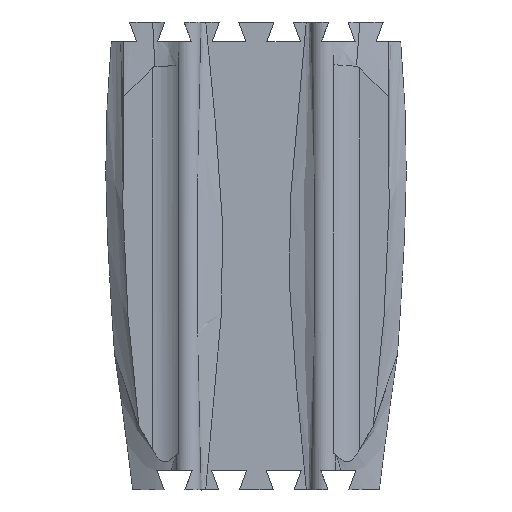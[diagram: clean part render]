
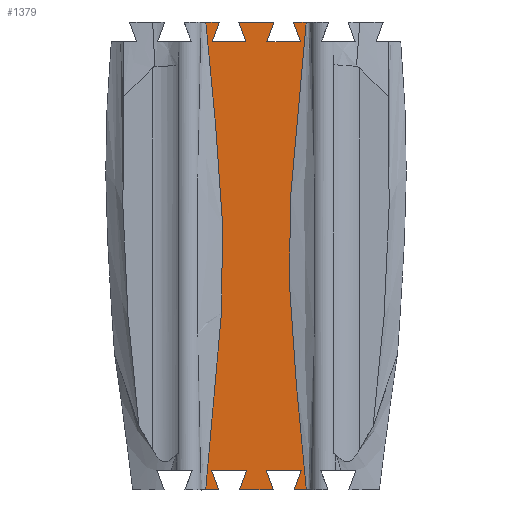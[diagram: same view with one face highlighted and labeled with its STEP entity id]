
A CAD part, front view. The second image highlights one B-rep face of the part: STEP entity #1379.
In plain terms, the highlighted planar face has unit normal (0, -1, 0).
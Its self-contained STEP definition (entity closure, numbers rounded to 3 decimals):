
#109=FACE_OUTER_BOUND('',#179,.T.);
#179=EDGE_LOOP('',(#1002,#1003,#1004,#1005,#1006,#1007,#1008,#1009,#1010,
#1011,#1012,#1013,#1014,#1015,#1016,#1017,#1018,#1019,#1020,#1021));
#241=B_SPLINE_CURVE_WITH_KNOTS('',3,(#2401,#2402,#2403,#2404,#2405,#2406,
#2407,#2408,#2409,#2410,#2411,#2412,#2413),.UNSPECIFIED.,.F.,.F.,(4,1,1,
1,1,1,1,1,1,1,4),(-32.052,-30.343,-28.628,
-23.482,-21.767,-20.052,-18.336,
-14.906,-11.475,-9.76,-8.052),
 .UNSPECIFIED.);
#243=B_SPLINE_CURVE_WITH_KNOTS('',3,(#2474,#2475,#2476,#2477,#2478,#2479,
#2480,#2481,#2482,#2483,#2484,#2485,#2486),.UNSPECIFIED.,.F.,.F.,(4,1,1,
1,1,1,1,1,1,1,4),(8.052,9.76,11.475,14.906,
18.336,20.052,21.767,23.482,28.628,
30.343,32.052),.UNSPECIFIED.);
#283=LINE('',#1927,#405);
#291=LINE('',#2040,#413);
#294=LINE('',#2046,#416);
#297=LINE('',#2052,#419);
#300=LINE('',#2058,#422);
#303=LINE('',#2064,#425);
#306=LINE('',#2070,#428);
#309=LINE('',#2076,#431);
#312=LINE('',#2146,#434);
#325=LINE('',#2488,#447);
#326=LINE('',#2490,#448);
#327=LINE('',#2492,#449);
#328=LINE('',#2494,#450);
#329=LINE('',#2496,#451);
#330=LINE('',#2498,#452);
#331=LINE('',#2500,#453);
#332=LINE('',#2502,#454);
#333=LINE('',#2503,#455);
#405=VECTOR('',#1578,10.);
#413=VECTOR('',#1608,10.);
#416=VECTOR('',#1613,10.);
#419=VECTOR('',#1618,10.);
#422=VECTOR('',#1623,10.);
#425=VECTOR('',#1628,10.);
#428=VECTOR('',#1633,10.);
#431=VECTOR('',#1638,10.);
#434=VECTOR('',#1649,10.);
#447=VECTOR('',#1692,10.);
#448=VECTOR('',#1693,10.);
#449=VECTOR('',#1694,10.);
#450=VECTOR('',#1695,10.);
#451=VECTOR('',#1696,10.);
#452=VECTOR('',#1697,10.);
#453=VECTOR('',#1698,10.);
#454=VECTOR('',#1699,10.);
#455=VECTOR('',#1700,10.);
#530=VERTEX_POINT('',#1924);
#531=VERTEX_POINT('',#1926);
#543=VERTEX_POINT('',#2038);
#545=VERTEX_POINT('',#2044);
#547=VERTEX_POINT('',#2050);
#549=VERTEX_POINT('',#2056);
#551=VERTEX_POINT('',#2062);
#553=VERTEX_POINT('',#2068);
#555=VERTEX_POINT('',#2074);
#560=VERTEX_POINT('',#2087);
#582=VERTEX_POINT('',#2400);
#583=VERTEX_POINT('',#2473);
#584=VERTEX_POINT('',#2487);
#585=VERTEX_POINT('',#2489);
#586=VERTEX_POINT('',#2491);
#587=VERTEX_POINT('',#2493);
#588=VERTEX_POINT('',#2495);
#589=VERTEX_POINT('',#2497);
#590=VERTEX_POINT('',#2499);
#591=VERTEX_POINT('',#2501);
#676=EDGE_CURVE('',#531,#530,#283,.T.);
#694=EDGE_CURVE('',#530,#543,#291,.T.);
#697=EDGE_CURVE('',#543,#545,#294,.T.);
#700=EDGE_CURVE('',#545,#547,#297,.T.);
#703=EDGE_CURVE('',#547,#549,#300,.T.);
#706=EDGE_CURVE('',#549,#551,#303,.T.);
#709=EDGE_CURVE('',#551,#553,#306,.T.);
#712=EDGE_CURVE('',#553,#555,#309,.T.);
#719=EDGE_CURVE('',#555,#560,#312,.T.);
#750=EDGE_CURVE('',#531,#582,#241,.T.);
#752=EDGE_CURVE('',#583,#560,#243,.T.);
#753=EDGE_CURVE('',#583,#584,#325,.T.);
#754=EDGE_CURVE('',#584,#585,#326,.T.);
#755=EDGE_CURVE('',#585,#586,#327,.T.);
#756=EDGE_CURVE('',#586,#587,#328,.T.);
#757=EDGE_CURVE('',#587,#588,#329,.T.);
#758=EDGE_CURVE('',#588,#589,#330,.T.);
#759=EDGE_CURVE('',#589,#590,#331,.T.);
#760=EDGE_CURVE('',#590,#591,#332,.T.);
#761=EDGE_CURVE('',#591,#582,#333,.T.);
#1002=ORIENTED_EDGE('',*,*,#676,.T.);
#1003=ORIENTED_EDGE('',*,*,#694,.T.);
#1004=ORIENTED_EDGE('',*,*,#697,.T.);
#1005=ORIENTED_EDGE('',*,*,#700,.T.);
#1006=ORIENTED_EDGE('',*,*,#703,.T.);
#1007=ORIENTED_EDGE('',*,*,#706,.T.);
#1008=ORIENTED_EDGE('',*,*,#709,.T.);
#1009=ORIENTED_EDGE('',*,*,#712,.T.);
#1010=ORIENTED_EDGE('',*,*,#719,.T.);
#1011=ORIENTED_EDGE('',*,*,#752,.F.);
#1012=ORIENTED_EDGE('',*,*,#753,.T.);
#1013=ORIENTED_EDGE('',*,*,#754,.T.);
#1014=ORIENTED_EDGE('',*,*,#755,.T.);
#1015=ORIENTED_EDGE('',*,*,#756,.T.);
#1016=ORIENTED_EDGE('',*,*,#757,.T.);
#1017=ORIENTED_EDGE('',*,*,#758,.T.);
#1018=ORIENTED_EDGE('',*,*,#759,.T.);
#1019=ORIENTED_EDGE('',*,*,#760,.T.);
#1020=ORIENTED_EDGE('',*,*,#761,.T.);
#1021=ORIENTED_EDGE('',*,*,#750,.F.);
#1328=PLANE('',#1490);
#1379=ADVANCED_FACE('',(#109),#1328,.F.);
#1490=AXIS2_PLACEMENT_3D('',#2472,#1690,#1691);
#1578=DIRECTION('',(1.,0.,0.));
#1608=DIRECTION('',(-0.342,0.,0.94));
#1613=DIRECTION('',(1.,0.,0.));
#1618=DIRECTION('',(-0.342,0.,-0.94));
#1623=DIRECTION('',(1.,0.,0.));
#1628=DIRECTION('',(-0.342,0.,0.94));
#1633=DIRECTION('',(1.,0.,0.));
#1638=DIRECTION('',(-0.342,0.,-0.94));
#1649=DIRECTION('',(1.,0.,0.));
#1690=DIRECTION('center_axis',(0.,1.,0.));
#1691=DIRECTION('ref_axis',(0.,0.,1.));
#1692=DIRECTION('',(-1.,0.,0.));
#1693=DIRECTION('',(0.342,0.,-0.94));
#1694=DIRECTION('',(-1.,0.,0.));
#1695=DIRECTION('',(0.342,0.,0.94));
#1696=DIRECTION('',(-1.,0.,0.));
#1697=DIRECTION('',(0.342,0.,-0.94));
#1698=DIRECTION('',(-1.,0.,0.));
#1699=DIRECTION('',(0.342,0.,0.94));
#1700=DIRECTION('',(-1.,0.,0.));
#1924=CARTESIAN_POINT('',(-19.529,-8.,-100.517));
#1926=CARTESIAN_POINT('',(-26.214,-8.,-100.517));
#1927=CARTESIAN_POINT('',(-9.96,-8.,-100.517));
#2038=CARTESIAN_POINT('',(-23.169,-8.,-90.517));
#2040=CARTESIAN_POINT('',(-13.618,-8.,-116.757));
#2044=CARTESIAN_POINT('',(-5.169,-8.,-90.517));
#2046=CARTESIAN_POINT('',(-2.78,-8.,-90.517));
#2050=CARTESIAN_POINT('',(-8.808,-8.,-100.517));
#2052=CARTESIAN_POINT('',(-14.927,-8.,-117.329));
#2056=CARTESIAN_POINT('',(8.471,-8.,-100.517));
#2058=CARTESIAN_POINT('',(4.04,-8.,-100.517));
#2062=CARTESIAN_POINT('',(4.831,-8.,-90.517));
#2064=CARTESIAN_POINT('',(12.744,-8.,-112.257));
#2068=CARTESIAN_POINT('',(22.831,-8.,-90.517));
#2070=CARTESIAN_POINT('',(11.22,-8.,-90.517));
#2074=CARTESIAN_POINT('',(19.192,-8.,-100.517));
#2076=CARTESIAN_POINT('',(11.435,-8.,-121.829));
#2087=CARTESIAN_POINT('',(25.432,-8.,-100.517));
#2146=CARTESIAN_POINT('',(18.04,-8.,-100.517));
#2400=CARTESIAN_POINT('',(-26.139,-8.,139.483));
#2401=CARTESIAN_POINT('Ctrl Pts',(-26.214,-8.,-100.517));
#2402=CARTESIAN_POINT('Ctrl Pts',(-25.805,-8.,-94.821));
#2403=CARTESIAN_POINT('Ctrl Pts',(-24.872,-8.,-83.407));
#2404=CARTESIAN_POINT('Ctrl Pts',(-21.897,-8.,-54.841));
#2405=CARTESIAN_POINT('Ctrl Pts',(-18.964,-8.,-26.254));
#2406=CARTESIAN_POINT('Ctrl Pts',(-17.504,-8.,2.332));
#2407=CARTESIAN_POINT('Ctrl Pts',(-17.135,-8.,19.485));
#2408=CARTESIAN_POINT('Ctrl Pts',(-17.573,-8.,42.354));
#2409=CARTESIAN_POINT('Ctrl Pts',(-19.438,-8.,70.941));
#2410=CARTESIAN_POINT('Ctrl Pts',(-22.389,-8.,99.528));
#2411=CARTESIAN_POINT('Ctrl Pts',(-24.769,-8.,122.375));
#2412=CARTESIAN_POINT('Ctrl Pts',(-25.723,-8.,133.788));
#2413=CARTESIAN_POINT('Ctrl Pts',(-26.139,-8.,139.483));
#2472=CARTESIAN_POINT('Origin',(-0.392,-8.,-141.659));
#2473=CARTESIAN_POINT('',(25.357,-8.,139.483));
#2474=CARTESIAN_POINT('Ctrl Pts',(25.357,-8.,139.483));
#2475=CARTESIAN_POINT('Ctrl Pts',(24.941,-8.,133.788));
#2476=CARTESIAN_POINT('Ctrl Pts',(23.986,-8.,122.375));
#2477=CARTESIAN_POINT('Ctrl Pts',(21.607,-8.,99.528));
#2478=CARTESIAN_POINT('Ctrl Pts',(18.656,-8.,70.941));
#2479=CARTESIAN_POINT('Ctrl Pts',(16.791,-8.,42.354));
#2480=CARTESIAN_POINT('Ctrl Pts',(16.353,-8.,19.485));
#2481=CARTESIAN_POINT('Ctrl Pts',(16.722,-8.,2.332));
#2482=CARTESIAN_POINT('Ctrl Pts',(18.182,-8.,-26.254));
#2483=CARTESIAN_POINT('Ctrl Pts',(21.115,-8.,-54.841));
#2484=CARTESIAN_POINT('Ctrl Pts',(24.089,-8.,-83.407));
#2485=CARTESIAN_POINT('Ctrl Pts',(25.023,-8.,-94.821));
#2486=CARTESIAN_POINT('Ctrl Pts',(25.432,-8.,-100.517));
#2487=CARTESIAN_POINT('',(18.797,-8.,139.483));
#2488=CARTESIAN_POINT('',(9.203,-8.,139.483));
#2489=CARTESIAN_POINT('',(22.437,-8.,129.483));
#2490=CARTESIAN_POINT('',(64.673,-8.,13.439));
#2491=CARTESIAN_POINT('',(5.157,-8.,129.483));
#2492=CARTESIAN_POINT('',(2.383,-8.,129.483));
#2493=CARTESIAN_POINT('',(8.797,-8.,139.483));
#2494=CARTESIAN_POINT('',(-36.919,-8.,13.879));
#2495=CARTESIAN_POINT('',(-9.203,-8.,139.483));
#2496=CARTESIAN_POINT('',(-4.797,-8.,139.483));
#2497=CARTESIAN_POINT('',(-5.563,-8.,129.483));
#2498=CARTESIAN_POINT('',(38.311,-8.,8.94));
#2499=CARTESIAN_POINT('',(-22.843,-8.,129.483));
#2500=CARTESIAN_POINT('',(-11.617,-8.,129.483));
#2501=CARTESIAN_POINT('',(-19.203,-8.,139.483));
#2502=CARTESIAN_POINT('',(-63.281,-8.,18.379));
#2503=CARTESIAN_POINT('',(-18.797,-8.,139.483));
